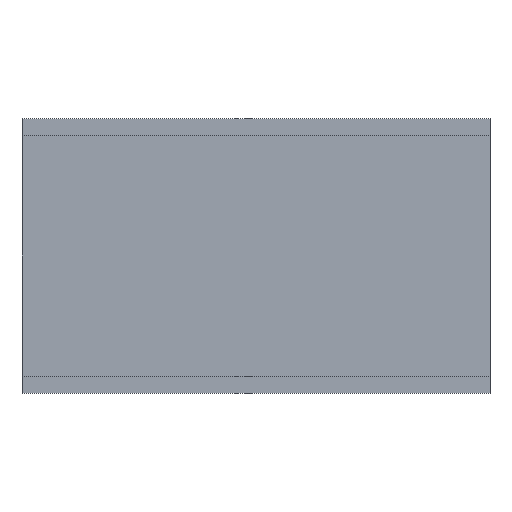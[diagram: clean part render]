
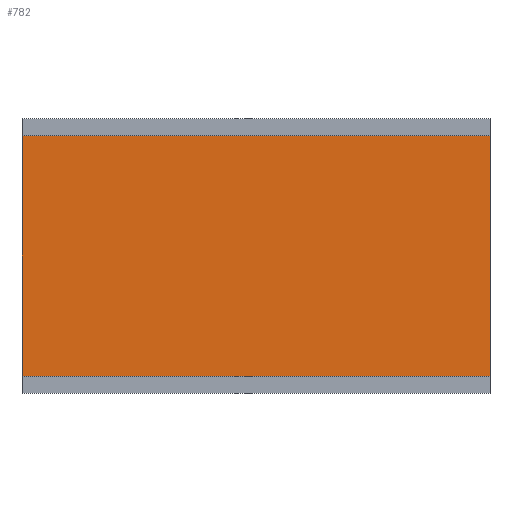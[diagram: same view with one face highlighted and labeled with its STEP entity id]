
A CAD part, left-side view. The second image highlights one B-rep face of the part: STEP entity #782.
In plain terms, the highlighted planar face has unit normal (-1, 0, 0).
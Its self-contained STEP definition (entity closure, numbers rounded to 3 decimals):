
#106=FACE_OUTER_BOUND('',#141,.T.);
#141=EDGE_LOOP('',(#564,#565,#566,#567));
#196=LINE('',#1057,#265);
#214=LINE('',#1096,#283);
#218=LINE('',#1104,#287);
#219=LINE('',#1106,#288);
#265=VECTOR('',#884,10.);
#283=VECTOR('',#910,10.);
#287=VECTOR('',#918,10.);
#288=VECTOR('',#921,10.);
#333=VERTEX_POINT('',#1054);
#334=VERTEX_POINT('',#1056);
#351=VERTEX_POINT('',#1093);
#353=VERTEX_POINT('',#1102);
#415=EDGE_CURVE('',#333,#334,#196,.T.);
#435=EDGE_CURVE('',#351,#334,#214,.T.);
#439=EDGE_CURVE('',#333,#353,#218,.T.);
#440=EDGE_CURVE('',#351,#353,#219,.T.);
#564=ORIENTED_EDGE('',*,*,#439,.T.);
#565=ORIENTED_EDGE('',*,*,#440,.F.);
#566=ORIENTED_EDGE('',*,*,#435,.T.);
#567=ORIENTED_EDGE('',*,*,#415,.F.);
#763=PLANE('',#831);
#782=ADVANCED_FACE('',(#106),#763,.T.);
#831=AXIS2_PLACEMENT_3D('',#1105,#919,#920);
#884=DIRECTION('',(0.,0.,1.));
#910=DIRECTION('',(0.,1.,0.));
#918=DIRECTION('',(0.,-1.,0.));
#919=DIRECTION('center_axis',(-1.,0.,0.));
#920=DIRECTION('ref_axis',(0.,0.,1.));
#921=DIRECTION('',(0.,0.,-1.));
#1054=CARTESIAN_POINT('',(-44.4,27.,-3.85));
#1056=CARTESIAN_POINT('',(-44.4,27.,3.85));
#1057=CARTESIAN_POINT('',(-44.4,27.,1.35));
#1093=CARTESIAN_POINT('',(-44.4,12.,3.85));
#1096=CARTESIAN_POINT('',(-44.4,12.,3.85));
#1102=CARTESIAN_POINT('',(-44.4,12.,-3.85));
#1104=CARTESIAN_POINT('',(-44.4,12.,-3.85));
#1105=CARTESIAN_POINT('Origin',(-44.4,12.,1.5));
#1106=CARTESIAN_POINT('',(-44.4,12.,1.75));
